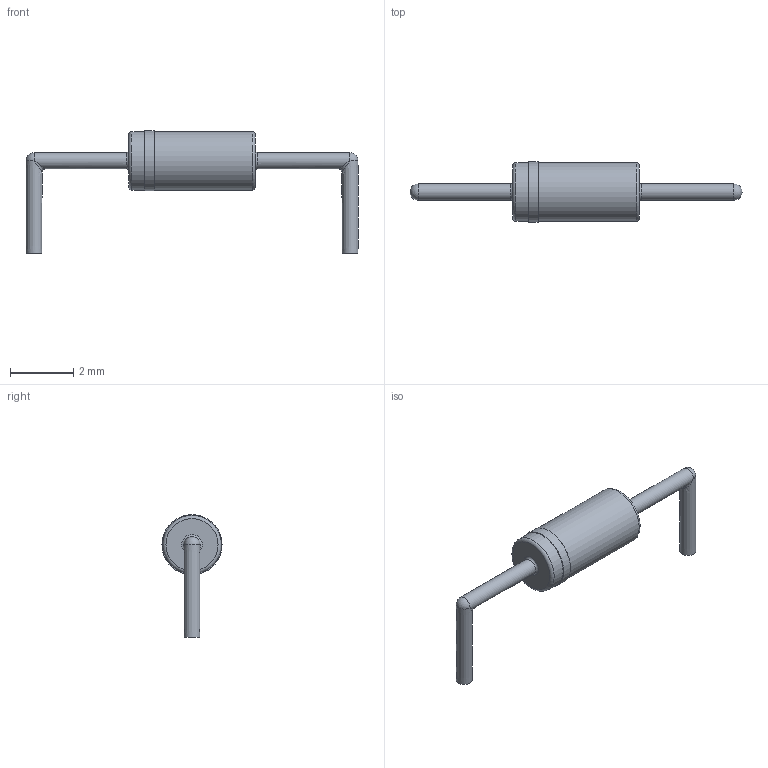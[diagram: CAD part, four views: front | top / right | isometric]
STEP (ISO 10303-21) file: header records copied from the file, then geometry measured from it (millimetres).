
FILE_DESCRIPTION(('STEP AP214'), '1');
FILE_NAME('äèîä', '', ('UNSPECIFIED'), ('UNSPECIFIED'), 'C3D Converter', 'C3D Toolkit', '');
FILE_SCHEMA(('AUTOMOTIVE_DESIGN { 1 0 10303 214 3 1 1}'));
Length unit declared in the file: millimetre
Bounding box: 10.5 x 1.9 x 3.88 mm (x, y, z)
Volume: 13.2 mm3; surface area: 47.1 mm2
Topology: 1 solids, 1 shells, 23 faces, 44 edges, 23 vertices
Faces by surface type: plane 8, cylinder 5, torus 4, cone 2, sphere 2, bspline 2
Full cylindrical faces by diameter (mm): 0.51 x2, 1.85 x2, 1.9 x1
Entity records: 936 total; most frequent: CARTESIAN_POINT 327, DIRECTION 88, ORIENTED_EDGE 54, AXIS2_PLACEMENT_3D 44, EDGE_LOOP 38, EDGE_CURVE 27, COLOUR_RGB 24, FILL_AREA_STYLE_COLOUR 24
